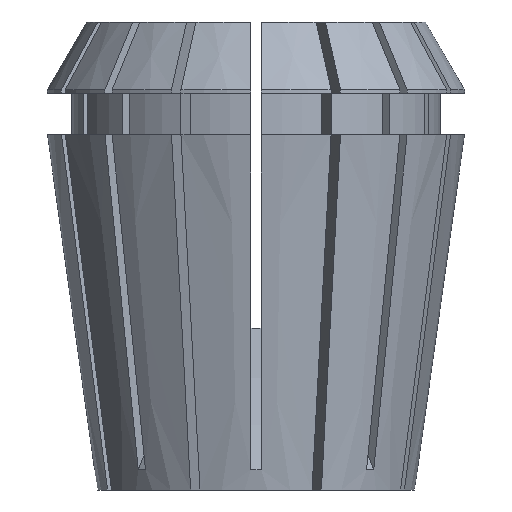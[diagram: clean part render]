
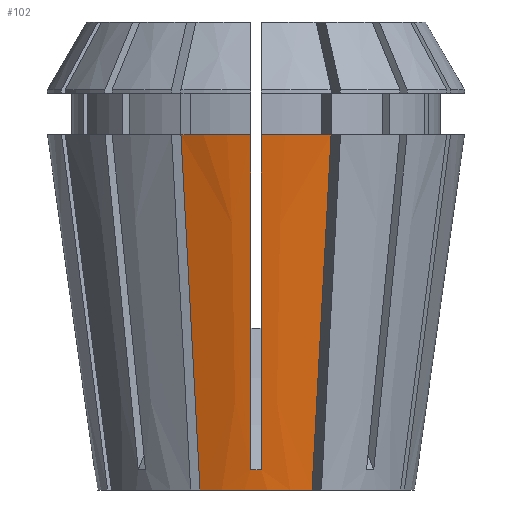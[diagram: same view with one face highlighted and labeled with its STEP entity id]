
A CAD part, left-side view. The second image highlights one B-rep face of the part: STEP entity #102.
In plain terms, the highlighted conical face has half-angle 8 degrees and reference radius 15.595 mm.
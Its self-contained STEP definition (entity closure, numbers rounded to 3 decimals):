
#71 = CARTESIAN_POINT ( 'NONE',  ( -20.494, -0.5, 34.9 ) ) ;
#79 = ORIENTED_EDGE ( 'NONE', *, *, #3531, .T. ) ;
#102 = ADVANCED_FACE ( 'NONE', ( #510 ), #4764, .T. ) ;
#183 = ORIENTED_EDGE ( 'NONE', *, *, #671, .T. ) ;
#337 = ORIENTED_EDGE ( 'NONE', *, *, #1391, .F. ) ;
#398 = B_SPLINE_CURVE_WITH_KNOTS ( 'NONE', 3,
 ( #5614, #5062, #751, #4660 ),
 .UNSPECIFIED., .F., .F.,
 ( 4, 4 ),
 ( 0., 0.035 ),
 .UNSPECIFIED. ) ;
#407 = VERTEX_POINT ( 'NONE', #5768 ) ;
#510 = FACE_OUTER_BOUND ( 'NONE', #4734, .T. ) ;
#531 = CARTESIAN_POINT ( 'NONE',  ( -15.977, 0.5, 2.77 ) ) ;
#546 = CARTESIAN_POINT ( 'NONE',  ( -20.15, -0.5, 32.452 ) ) ;
#550 = CARTESIAN_POINT ( 'NONE',  ( -17.511, 0.5, 13.678 ) ) ;
#565 = CARTESIAN_POINT ( 'NONE',  ( -15.977, -0.5, 2.77 ) ) ;
#590 = CARTESIAN_POINT ( 'NONE',  ( -19.126, -7.381, 34.9 ) ) ;
#671 = EDGE_CURVE ( 'NONE', #407, #1508, #5786, .T. ) ;
#679 = B_SPLINE_CURVE_WITH_KNOTS ( 'NONE', 3,
 ( #2957, #4467, #3537, #2977, #5387, #550, #3976, #2051, #531, #4013 ),
 .UNSPECIFIED., .F., .F.,
 ( 4, 3, 3, 4 ),
 ( 0.076, 0.079, 0.107, 0.109 ),
 .UNSPECIFIED. ) ;
#751 = CARTESIAN_POINT ( 'NONE',  ( -16.104, -6.129, 11.633 ) ) ;
#767 = ORIENTED_EDGE ( 'NONE', *, *, #5284, .F. ) ;
#800 = CARTESIAN_POINT ( 'NONE',  ( -14.592, 5.503, 0. ) ) ;
#908 = DIRECTION ( 'NONE',  ( 0., 0., -1. ) ) ;
#1037 = CARTESIAN_POINT ( 'NONE',  ( -18.83, -0.5, 23.065 ) ) ;
#1066 = CARTESIAN_POINT ( 'NONE',  ( -15.87, 0.5, 2.01 ) ) ;
#1206 = DIRECTION ( 'NONE',  ( -1., 0., 0. ) ) ;
#1230 = AXIS2_PLACEMENT_3D ( 'NONE', #6135, #2195, #5628 ) ;
#1374 = VERTEX_POINT ( 'NONE', #4526 ) ;
#1391 = EDGE_CURVE ( 'NONE', #5863, #1374, #679, .T. ) ;
#1415 = DIRECTION ( 'NONE',  ( -1., 0., 0. ) ) ;
#1465 = CARTESIAN_POINT ( 'NONE',  ( -14.592, -5.503, 0. ) ) ;
#1502 = CARTESIAN_POINT ( 'NONE',  ( -19.126, 7.381, 34.9 ) ) ;
#1508 = VERTEX_POINT ( 'NONE', #2069 ) ;
#1597 = CARTESIAN_POINT ( 'NONE',  ( -15.879, 0.167, 1.997 ) ) ;
#1652 = CIRCLE ( 'NONE', #4965, 20.5 ) ;
#1826 = ORIENTED_EDGE ( 'NONE', *, *, #5969, .F. ) ;
#2047 = CARTESIAN_POINT ( 'NONE',  ( -15.87, -0.5, 2.01 ) ) ;
#2051 = CARTESIAN_POINT ( 'NONE',  ( -16.084, 0.5, 3.53 ) ) ;
#2069 = CARTESIAN_POINT ( 'NONE',  ( -15.87, -0.5, 2.01 ) ) ;
#2076 = VERTEX_POINT ( 'NONE', #1465 ) ;
#2088 = CARTESIAN_POINT ( 'NONE',  ( -15.879, -0.167, 1.997 ) ) ;
#2195 = DIRECTION ( 'NONE',  ( 0., 0., 1. ) ) ;
#2255 = ORIENTED_EDGE ( 'NONE', *, *, #6281, .F. ) ;
#2318 = CARTESIAN_POINT ( 'NONE',  ( 0., 0., 0. ) ) ;
#2698 = CARTESIAN_POINT ( 'NONE',  ( 0., 0., 34.9 ) ) ;
#2789 = CIRCLE ( 'NONE', #3717, 15.595 ) ;
#2957 = CARTESIAN_POINT ( 'NONE',  ( -20.494, 0.5, 34.9 ) ) ;
#2977 = CARTESIAN_POINT ( 'NONE',  ( -20.15, 0.5, 32.452 ) ) ;
#2990 = CARTESIAN_POINT ( 'NONE',  ( -14.592, 5.503, 0. ) ) ;
#2992 = CARTESIAN_POINT ( 'NONE',  ( -16.084, -0.5, 3.53 ) ) ;
#3106 = CIRCLE ( 'NONE', #6293, 20.5 ) ;
#3429 = CARTESIAN_POINT ( 'NONE',  ( -16.104, 6.129, 11.633 ) ) ;
#3473 = CARTESIAN_POINT ( 'NONE',  ( -20.38, -0.5, 34.084 ) ) ;
#3492 = CARTESIAN_POINT ( 'NONE',  ( -20.265, -0.5, 33.268 ) ) ;
#3508 = EDGE_CURVE ( 'NONE', #4912, #407, #1652, .T. ) ;
#3531 = EDGE_CURVE ( 'NONE', #5863, #3571, #3106, .T. ) ;
#3537 = CARTESIAN_POINT ( 'NONE',  ( -20.265, 0.5, 33.268 ) ) ;
#3571 = VERTEX_POINT ( 'NONE', #4208 ) ;
#3717 = AXIS2_PLACEMENT_3D ( 'NONE', #2318, #908, #1415 ) ;
#3755 = B_SPLINE_CURVE_WITH_KNOTS ( 'NONE', 3,
 ( #1502, #5382, #3429, #2990 ),
 .UNSPECIFIED., .F., .F.,
 ( 4, 4 ),
 ( 0., 0.035 ),
 .UNSPECIFIED. ) ;
#3976 = CARTESIAN_POINT ( 'NONE',  ( -16.191, 0.5, 4.29 ) ) ;
#3988 = CARTESIAN_POINT ( 'NONE',  ( -15.87, -0.5, 2.01 ) ) ;
#4013 = CARTESIAN_POINT ( 'NONE',  ( -15.87, 0.5, 2.01 ) ) ;
#4119 = DIRECTION ( 'NONE',  ( 0., 0., -1. ) ) ;
#4142 = DIRECTION ( 'NONE',  ( 0., 0., -1. ) ) ;
#4208 = CARTESIAN_POINT ( 'NONE',  ( -19.126, 7.381, 34.9 ) ) ;
#4227 = ORIENTED_EDGE ( 'NONE', *, *, #3508, .T. ) ;
#4423 = ORIENTED_EDGE ( 'NONE', *, *, #6070, .T. ) ;
#4467 = CARTESIAN_POINT ( 'NONE',  ( -20.38, 0.5, 34.084 ) ) ;
#4526 = CARTESIAN_POINT ( 'NONE',  ( -15.87, 0.5, 2.01 ) ) ;
#4660 = CARTESIAN_POINT ( 'NONE',  ( -14.592, -5.503, 0. ) ) ;
#4734 = EDGE_LOOP ( 'NONE', ( #79, #4423, #767, #2255, #4227, #183, #1826, #337 ) ) ;
#4737 = B_SPLINE_CURVE_WITH_KNOTS ( 'NONE', 3,
 ( #1066, #1597, #2088, #2047 ),
 .UNSPECIFIED., .F., .F.,
 ( 4, 4 ),
 ( 0., 0.001 ),
 .UNSPECIFIED. ) ;
#4764 = CONICAL_SURFACE ( 'NONE', #1230, 15.595, 0.14 ) ;
#4912 = VERTEX_POINT ( 'NONE', #590 ) ;
#4965 = AXIS2_PLACEMENT_3D ( 'NONE', #5038, #4119, #6083 ) ;
#5038 = CARTESIAN_POINT ( 'NONE',  ( 0., 0., 34.9 ) ) ;
#5062 = CARTESIAN_POINT ( 'NONE',  ( -17.615, -6.755, 23.267 ) ) ;
#5216 = VERTEX_POINT ( 'NONE', #800 ) ;
#5284 = EDGE_CURVE ( 'NONE', #2076, #5216, #2789, .T. ) ;
#5382 = CARTESIAN_POINT ( 'NONE',  ( -17.615, 6.755, 23.267 ) ) ;
#5387 = CARTESIAN_POINT ( 'NONE',  ( -18.83, 0.5, 23.065 ) ) ;
#5424 = CARTESIAN_POINT ( 'NONE',  ( -17.511, -0.5, 13.678 ) ) ;
#5614 = CARTESIAN_POINT ( 'NONE',  ( -19.126, -7.381, 34.9 ) ) ;
#5628 = DIRECTION ( 'NONE',  ( 1., 0., 0. ) ) ;
#5768 = CARTESIAN_POINT ( 'NONE',  ( -20.494, -0.5, 34.9 ) ) ;
#5786 = B_SPLINE_CURVE_WITH_KNOTS ( 'NONE', 3,
 ( #71, #3473, #3492, #546, #1037, #5424, #5905, #2992, #565, #3988 ),
 .UNSPECIFIED., .F., .F.,
 ( 4, 3, 3, 4 ),
 ( 0.076, 0.079, 0.107, 0.109 ),
 .UNSPECIFIED. ) ;
#5863 = VERTEX_POINT ( 'NONE', #6228 ) ;
#5905 = CARTESIAN_POINT ( 'NONE',  ( -16.191, -0.5, 4.29 ) ) ;
#5969 = EDGE_CURVE ( 'NONE', #1374, #1508, #4737, .T. ) ;
#6070 = EDGE_CURVE ( 'NONE', #3571, #5216, #3755, .T. ) ;
#6083 = DIRECTION ( 'NONE',  ( -1., 0., 0. ) ) ;
#6135 = CARTESIAN_POINT ( 'NONE',  ( 0., 0., 0. ) ) ;
#6228 = CARTESIAN_POINT ( 'NONE',  ( -20.494, 0.5, 34.9 ) ) ;
#6281 = EDGE_CURVE ( 'NONE', #4912, #2076, #398, .T. ) ;
#6293 = AXIS2_PLACEMENT_3D ( 'NONE', #2698, #4142, #1206 ) ;
